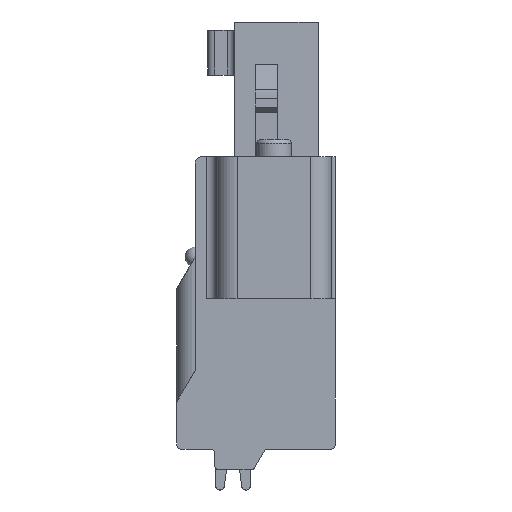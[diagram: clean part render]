
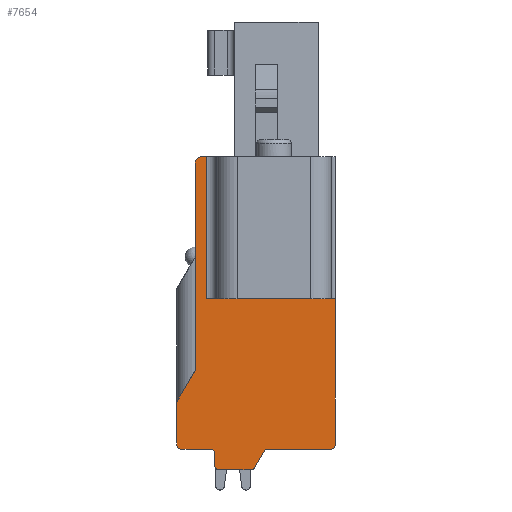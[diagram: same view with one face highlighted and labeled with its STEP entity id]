
A CAD part, front view. The second image highlights one B-rep face of the part: STEP entity #7654.
In plain terms, the highlighted planar face has unit normal (0, -1, 0).
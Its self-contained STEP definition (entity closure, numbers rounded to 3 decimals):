
#94=DIRECTION('',(-1.,0.,0.));
#95=VECTOR('',#94,0.25);
#96=CARTESIAN_POINT('',(-6.3,-11.43,0.));
#97=LINE('',#96,#95);
#853=DIRECTION('',(0.,0.,-1.));
#854=VECTOR('',#853,10.141);
#855=CARTESIAN_POINT('',(-6.85,-11.43,
-0.3));
#856=LINE('',#855,#854);
#945=DIRECTION('',(0.,0.,-1.));
#946=VECTOR('',#945,2.1);
#947=CARTESIAN_POINT('',(-7.75,-11.43,-12.));
#948=LINE('',#947,#946);
#961=DIRECTION('',(1.,0.,0.));
#962=VECTOR('',#961,1.45);
#963=CARTESIAN_POINT('',(-7.55,-11.43,-14.3));
#964=LINE('',#963,#962);
#969=DIRECTION('',(1.,0.,0.));
#970=VECTOR('',#969,3.107);
#971=CARTESIAN_POINT('',(-3.307,-11.43,-14.3));
#972=LINE('',#971,#970);
#1077=DIRECTION('',(0.,0.,1.));
#1078=VECTOR('',#1077,7.15);
#1079=CARTESIAN_POINT('',(0.,-11.43,-14.1));
#1080=LINE('',#1079,#1078);
#1558=DIRECTION('',(1.,0.,0.));
#1559=VECTOR('',#1558,6.3);
#1560=CARTESIAN_POINT('',(-6.3,-11.43,-6.95));
#1561=LINE('',#1560,#1559);
#1562=CARTESIAN_POINT('',(-0.2,-11.43,-14.1));
#1563=DIRECTION('',(0.,1.,0.));
#1564=DIRECTION('',(1.,0.,0.));
#1565=AXIS2_PLACEMENT_3D('',#1562,#1563,#1564);
#1567=CARTESIAN_POINT('',(-3.307,-11.43,-14.5));
#1568=DIRECTION('',(0.,-1.,0.));
#1569=DIRECTION('',(0.,0.,1.));
#1570=AXIS2_PLACEMENT_3D('',#1567,#1568,#1569);
#1572=DIRECTION('',(-0.5,0.,-0.866));
#1573=VECTOR('',#1572,0.924);
#1574=CARTESIAN_POINT('',(-3.48,-11.43,
-14.4));
#1575=LINE('',#1574,#1573);
#1576=CARTESIAN_POINT('',(-4.115,-11.43,-15.1));
#1577=DIRECTION('',(0.,1.,0.));
#1578=DIRECTION('',(0.866,0.,-0.5));
#1579=AXIS2_PLACEMENT_3D('',#1576,#1577,#1578);
#1581=CARTESIAN_POINT('',(-5.7,-11.43,-15.1));
#1582=DIRECTION('',(0.,1.,0.));
#1583=DIRECTION('',(0.,0.,-1.));
#1584=AXIS2_PLACEMENT_3D('',#1581,#1582,#1583);
#1586=CARTESIAN_POINT('',(-6.1,-11.43,-14.5));
#1587=DIRECTION('',(0.,-1.,0.));
#1588=DIRECTION('',(1.,0.,0.));
#1589=AXIS2_PLACEMENT_3D('',#1586,#1587,#1588);
#1591=CARTESIAN_POINT('',(-7.55,-11.43,-14.1));
#1592=DIRECTION('',(0.,1.,0.));
#1593=DIRECTION('',(0.,0.,-1.));
#1594=AXIS2_PLACEMENT_3D('',#1591,#1592,#1593);
#1596=DIRECTION('',(0.5,0.,0.866));
#1597=VECTOR('',#1596,1.8);
#1598=CARTESIAN_POINT('',(-7.75,-11.43,-12.));
#1599=LINE('',#1598,#1597);
#1600=CARTESIAN_POINT('',(-6.55,-11.43,-0.3));
#1601=DIRECTION('',(0.,1.,0.));
#1602=DIRECTION('',(-1.,0.,0.));
#1603=AXIS2_PLACEMENT_3D('',#1600,#1601,#1602);
#1609=DIRECTION('',(0.,0.,1.));
#1610=VECTOR('',#1609,6.95);
#1611=CARTESIAN_POINT('',(-6.3,-11.43,-6.95));
#1612=LINE('',#1611,#1610);
#1895=DIRECTION('',(0.,0.,-1.));
#1896=VECTOR('',#1895,0.6);
#1897=CARTESIAN_POINT('',(-5.9,-11.43,-14.5));
#1898=LINE('',#1897,#1896);
#1907=DIRECTION('',(1.,0.,0.));
#1908=VECTOR('',#1907,1.585);
#1909=CARTESIAN_POINT('',(-5.7,-11.43,-15.3));
#1910=LINE('',#1909,#1908);
#4430=CARTESIAN_POINT('',(-6.3,-11.43,0.));
#4431=VERTEX_POINT('',#4430);
#4432=CARTESIAN_POINT('',(-6.55,-11.43,0.));
#4433=VERTEX_POINT('',#4432);
#4506=CARTESIAN_POINT('',(0.,-11.43,-14.1));
#4507=CARTESIAN_POINT('',(0.,-11.43,-6.95));
#4508=VERTEX_POINT('',#4506);
#4509=VERTEX_POINT('',#4507);
#4510=CARTESIAN_POINT('',(-0.2,-11.43,-14.3));
#4511=VERTEX_POINT('',#4510);
#4512=CARTESIAN_POINT('',(-7.55,-11.43,-14.3));
#4513=CARTESIAN_POINT('',(-6.1,-11.43,-14.3));
#4514=VERTEX_POINT('',#4512);
#4515=VERTEX_POINT('',#4513);
#4520=CARTESIAN_POINT('',(-3.307,-11.43,-14.3));
#4521=VERTEX_POINT('',#4520);
#4863=CARTESIAN_POINT('',(-7.75,-11.43,-14.1));
#4864=VERTEX_POINT('',#4863);
#4875=CARTESIAN_POINT('',(-7.75,-11.43,-12.));
#4876=VERTEX_POINT('',#4875);
#4899=CARTESIAN_POINT('',(-6.85,-11.43,
-0.3));
#4900=VERTEX_POINT('',#4899);
#4901=CARTESIAN_POINT('',(-6.85,-11.43,
-10.441));
#4902=VERTEX_POINT('',#4901);
#5127=CARTESIAN_POINT('',(-6.3,-11.43,-6.95));
#5128=VERTEX_POINT('',#5127);
#5129=CARTESIAN_POINT('',(-3.48,-11.43,
-14.4));
#5130=VERTEX_POINT('',#5129);
#5131=CARTESIAN_POINT('',(-3.942,-11.43,
-15.2));
#5132=VERTEX_POINT('',#5131);
#5133=CARTESIAN_POINT('',(-4.115,-11.43,-15.3));
#5134=VERTEX_POINT('',#5133);
#5135=CARTESIAN_POINT('',(-5.7,-11.43,-15.3));
#5136=VERTEX_POINT('',#5135);
#5137=CARTESIAN_POINT('',(-5.9,-11.43,-15.1));
#5138=VERTEX_POINT('',#5137);
#5139=CARTESIAN_POINT('',(-5.9,-11.43,-14.5));
#5140=VERTEX_POINT('',#5139);
#7617=CARTESIAN_POINT('',(0.,-11.43,0.));
#7618=DIRECTION('',(0.,1.,0.));
#7619=DIRECTION('',(1.,0.,0.));
#7620=AXIS2_PLACEMENT_3D('',#7617,#7618,#7619);
#7621=PLANE('',#7620);
#7623=ORIENTED_EDGE('',*,*,#7622,.F.);
#7625=ORIENTED_EDGE('',*,*,#7624,.T.);
#7626=ORIENTED_EDGE('',*,*,#7021,.F.);
#7627=ORIENTED_EDGE('',*,*,#7005,.T.);
#7628=ORIENTED_EDGE('',*,*,#6896,.F.);
#7630=ORIENTED_EDGE('',*,*,#7629,.T.);
#7632=ORIENTED_EDGE('',*,*,#7631,.T.);
#7634=ORIENTED_EDGE('',*,*,#7633,.T.);
#7636=ORIENTED_EDGE('',*,*,#7635,.F.);
#7638=ORIENTED_EDGE('',*,*,#7637,.T.);
#7640=ORIENTED_EDGE('',*,*,#7639,.F.);
#7642=ORIENTED_EDGE('',*,*,#7641,.T.);
#7643=ORIENTED_EDGE('',*,*,#6888,.F.);
#7644=ORIENTED_EDGE('',*,*,#6865,.T.);
#7645=ORIENTED_EDGE('',*,*,#6850,.F.);
#7647=ORIENTED_EDGE('',*,*,#7646,.T.);
#7648=ORIENTED_EDGE('',*,*,#6746,.F.);
#7650=ORIENTED_EDGE('',*,*,#7649,.T.);
#7651=ORIENTED_EDGE('',*,*,#5745,.F.);
#7652=EDGE_LOOP('',(#7623,#7625,#7626,#7627,#7628,#7630,#7632,#7634,#7636,#7638,
#7640,#7642,#7643,#7644,#7645,#7647,#7648,#7650,#7651));
#7653=FACE_OUTER_BOUND('',#7652,.F.);
#1566=CIRCLE('',#1565,0.2);
#1571=CIRCLE('',#1570,0.2);
#1580=CIRCLE('',#1579,0.2);
#1585=CIRCLE('',#1584,0.2);
#1590=CIRCLE('',#1589,0.2);
#1595=CIRCLE('',#1594,0.2);
#1604=CIRCLE('',#1603,0.3);
#5745=EDGE_CURVE('',#4431,#4433,#97,.T.);
#6746=EDGE_CURVE('',#4900,#4902,#856,.T.);
#6850=EDGE_CURVE('',#4876,#4864,#948,.T.);
#6865=EDGE_CURVE('',#4514,#4864,#1595,.T.);
#6888=EDGE_CURVE('',#4514,#4515,#964,.T.);
#6896=EDGE_CURVE('',#4521,#4511,#972,.T.);
#7005=EDGE_CURVE('',#4508,#4511,#1566,.T.);
#7021=EDGE_CURVE('',#4508,#4509,#1080,.T.);
#7622=EDGE_CURVE('',#5128,#4431,#1612,.T.);
#7624=EDGE_CURVE('',#5128,#4509,#1561,.T.);
#7629=EDGE_CURVE('',#4521,#5130,#1571,.T.);
#7631=EDGE_CURVE('',#5130,#5132,#1575,.T.);
#7633=EDGE_CURVE('',#5132,#5134,#1580,.T.);
#7635=EDGE_CURVE('',#5136,#5134,#1910,.T.);
#7637=EDGE_CURVE('',#5136,#5138,#1585,.T.);
#7639=EDGE_CURVE('',#5140,#5138,#1898,.T.);
#7641=EDGE_CURVE('',#5140,#4515,#1590,.T.);
#7646=EDGE_CURVE('',#4876,#4902,#1599,.T.);
#7649=EDGE_CURVE('',#4900,#4433,#1604,.T.);
#7654=ADVANCED_FACE('',(#7653),#7621,.F.);
